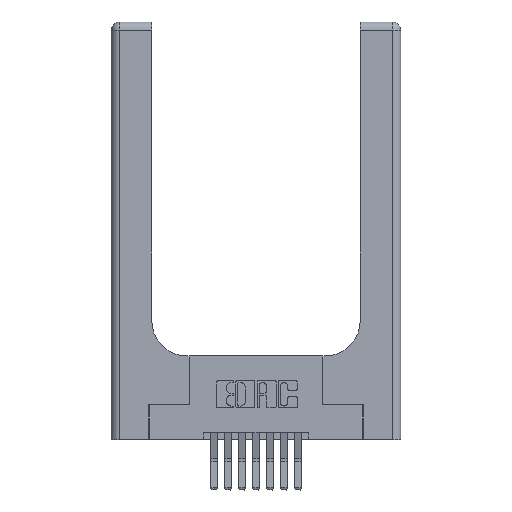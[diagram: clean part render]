
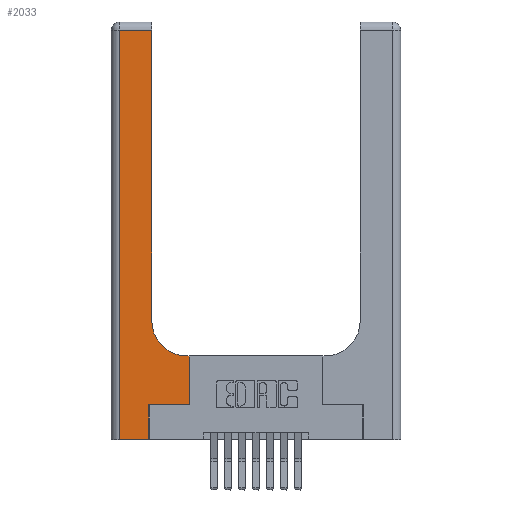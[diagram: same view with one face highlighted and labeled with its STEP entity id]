
A CAD part, top view. The second image highlights one B-rep face of the part: STEP entity #2033.
In plain terms, the highlighted planar face has unit normal (0, 0, 1).
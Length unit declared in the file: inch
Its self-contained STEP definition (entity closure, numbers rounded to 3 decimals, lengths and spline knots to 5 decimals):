
#160 = DIRECTION ( 'NONE',  ( 0., 0., -1. ) ) ;
#557 = VECTOR ( 'NONE', #1115, 39.37008 ) ;
#684 = LINE ( 'NONE', #14148, #15471 ) ;
#1115 = DIRECTION ( 'NONE',  ( 0., 1., 0. ) ) ;
#1119 = LINE ( 'NONE', #8269, #13430 ) ;
#1240 = LINE ( 'NONE', #3371, #2531 ) ;
#1478 = CARTESIAN_POINT ( 'NONE',  ( 0.5415, 0.85, 0.37 ) ) ;
#1491 = CARTESIAN_POINT ( 'NONE',  ( 0.5585, 0.25, 0.37 ) ) ;
#1699 = VECTOR ( 'NONE', #12231, 39.37008 ) ;
#1882 = ORIENTED_EDGE ( 'NONE', *, *, #3972, .T. ) ;
#1899 = FACE_OUTER_BOUND ( 'NONE', #7284, .T. ) ;
#1994 = ORIENTED_EDGE ( 'NONE', *, *, #3891, .T. ) ;
#1998 = CARTESIAN_POINT ( 'NONE',  ( 0.2915, 0.85, 0.37 ) ) ;
#1999 = CARTESIAN_POINT ( 'NONE',  ( 0.269, 0.25, 0.37 ) ) ;
#2033 = ADVANCED_FACE ( 'NONE', ( #1899 ), #11731, .F. ) ;
#2091 = ORIENTED_EDGE ( 'NONE', *, *, #12677, .T. ) ;
#2255 = CARTESIAN_POINT ( 'NONE',  ( 0., 3., 0.37 ) ) ;
#2269 = EDGE_CURVE ( 'NONE', #3916, #4452, #7078, .T. ) ;
#2531 = VECTOR ( 'NONE', #14502, 39.37008 ) ;
#2546 = DIRECTION ( 'NONE',  ( 1., 0., 0. ) ) ;
#2744 = ORIENTED_EDGE ( 'NONE', *, *, #10973, .T. ) ;
#2882 = VERTEX_POINT ( 'NONE', #13664 ) ;
#2942 = LINE ( 'NONE', #7053, #557 ) ;
#3278 = DIRECTION ( 'NONE',  ( 0., 1., 0. ) ) ;
#3345 = ORIENTED_EDGE ( 'NONE', *, *, #2269, .T. ) ;
#3371 = CARTESIAN_POINT ( 'NONE',  ( 0.06, 3., 0.37 ) ) ;
#3891 = EDGE_CURVE ( 'NONE', #7377, #3916, #2942, .T. ) ;
#3916 = VERTEX_POINT ( 'NONE', #12917 ) ;
#3971 = CARTESIAN_POINT ( 'NONE',  ( 0.06, 0., 0.37 ) ) ;
#3972 = EDGE_CURVE ( 'NONE', #4059, #7015, #1119, .T. ) ;
#4016 = VERTEX_POINT ( 'NONE', #12252 ) ;
#4059 = VERTEX_POINT ( 'NONE', #3971 ) ;
#4452 = VERTEX_POINT ( 'NONE', #11106 ) ;
#5173 = EDGE_CURVE ( 'NONE', #9623, #4016, #13201, .T. ) ;
#5268 = ORIENTED_EDGE ( 'NONE', *, *, #5173, .T. ) ;
#5566 = ORIENTED_EDGE ( 'NONE', *, *, #9314, .T. ) ;
#6019 = VECTOR ( 'NONE', #13529, 39.37008 ) ;
#6580 = DIRECTION ( 'NONE',  ( 1., 0., 0. ) ) ;
#7007 = DIRECTION ( 'NONE',  ( -1., 0., 0. ) ) ;
#7015 = VERTEX_POINT ( 'NONE', #11262 ) ;
#7053 = CARTESIAN_POINT ( 'NONE',  ( 0.5585, 0.25, 0.37 ) ) ;
#7078 = LINE ( 'NONE', #15425, #1699 ) ;
#7284 = EDGE_LOOP ( 'NONE', ( #5566, #5268, #2091, #1882, #12181, #7619, #1994, #3345, #2744 ) ) ;
#7377 = VERTEX_POINT ( 'NONE', #1491 ) ;
#7575 = CIRCLE ( 'NONE', #13324, 0.25 ) ;
#7619 = ORIENTED_EDGE ( 'NONE', *, *, #8789, .T. ) ;
#8269 = CARTESIAN_POINT ( 'NONE',  ( 0., 0., 0.37 ) ) ;
#8351 = LINE ( 'NONE', #1999, #13292 ) ;
#8355 = DIRECTION ( 'NONE',  ( 1., 0., 0. ) ) ;
#8789 = EDGE_CURVE ( 'NONE', #2882, #7377, #8351, .T. ) ;
#9285 = CARTESIAN_POINT ( 'NONE',  ( 0.2915, 3., 0.37 ) ) ;
#9314 = EDGE_CURVE ( 'NONE', #14125, #9623, #12135, .T. ) ;
#9623 = VERTEX_POINT ( 'NONE', #12814 ) ;
#9934 = CARTESIAN_POINT ( 'NONE',  ( 0., 2.94, 0.37 ) ) ;
#10564 = DIRECTION ( 'NONE',  ( 0., 0., -1. ) ) ;
#10973 = EDGE_CURVE ( 'NONE', #4452, #14125, #7575, .T. ) ;
#11106 = CARTESIAN_POINT ( 'NONE',  ( 0.5415, 0.6, 0.37 ) ) ;
#11262 = CARTESIAN_POINT ( 'NONE',  ( 0.269, 0., 0.37 ) ) ;
#11731 = PLANE ( 'NONE',  #14378 ) ;
#11937 = VECTOR ( 'NONE', #12941, 39.37008 ) ;
#12135 = LINE ( 'NONE', #9285, #11937 ) ;
#12181 = ORIENTED_EDGE ( 'NONE', *, *, #15257, .T. ) ;
#12231 = DIRECTION ( 'NONE',  ( -1., 0., 0. ) ) ;
#12252 = CARTESIAN_POINT ( 'NONE',  ( 0.06, 2.94, 0.37 ) ) ;
#12677 = EDGE_CURVE ( 'NONE', #4016, #4059, #1240, .T. ) ;
#12814 = CARTESIAN_POINT ( 'NONE',  ( 0.2915, 2.94, 0.37 ) ) ;
#12917 = CARTESIAN_POINT ( 'NONE',  ( 0.5585, 0.6, 0.37 ) ) ;
#12941 = DIRECTION ( 'NONE',  ( 0., 1., 0. ) ) ;
#13201 = LINE ( 'NONE', #9934, #6019 ) ;
#13292 = VECTOR ( 'NONE', #6580, 39.37008 ) ;
#13324 = AXIS2_PLACEMENT_3D ( 'NONE', #1478, #160, #8355 ) ;
#13430 = VECTOR ( 'NONE', #2546, 39.37008 ) ;
#13529 = DIRECTION ( 'NONE',  ( -1., 0., 0. ) ) ;
#13664 = CARTESIAN_POINT ( 'NONE',  ( 0.269, 0.25, 0.37 ) ) ;
#14125 = VERTEX_POINT ( 'NONE', #1998 ) ;
#14148 = CARTESIAN_POINT ( 'NONE',  ( 0.269, 0., 0.37 ) ) ;
#14378 = AXIS2_PLACEMENT_3D ( 'NONE', #2255, #10564, #7007 ) ;
#14502 = DIRECTION ( 'NONE',  ( 0., -1., 0. ) ) ;
#15257 = EDGE_CURVE ( 'NONE', #7015, #2882, #684, .T. ) ;
#15425 = CARTESIAN_POINT ( 'NONE',  ( 0.2915, 0.6, 0.37 ) ) ;
#15471 = VECTOR ( 'NONE', #3278, 39.37008 ) ;
